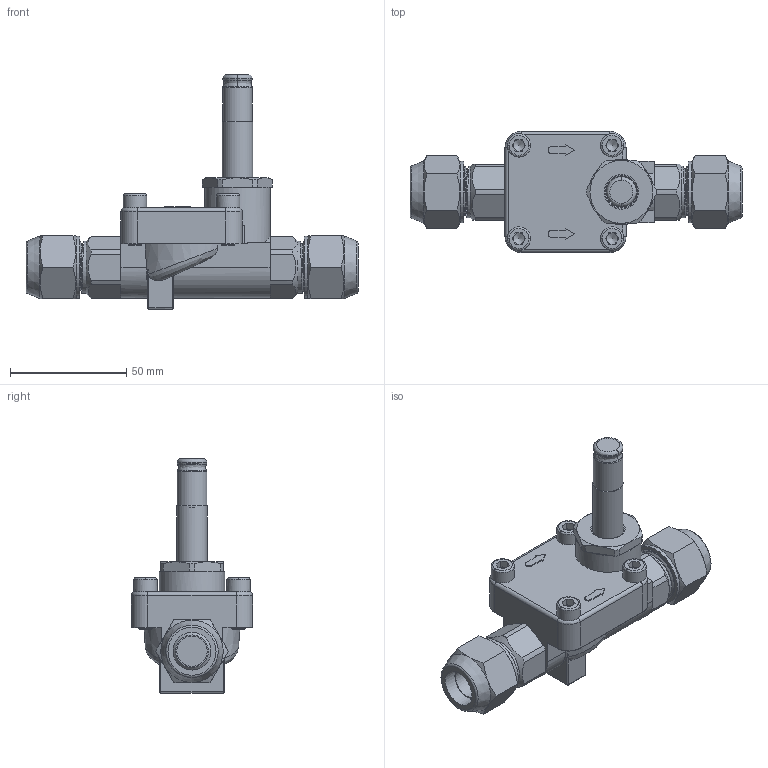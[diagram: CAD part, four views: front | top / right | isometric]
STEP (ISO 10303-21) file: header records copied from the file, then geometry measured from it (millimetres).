
FILE_DESCRIPTION(('TFLEX Exchange Step'),'2;1');
FILE_NAME('032L9101R.stp', '2023-09-28T09:25:18+03:00',('RUCO3026'),('Unknown organisation'),'TFLEX Exchange 2022.1','T-FLEX CAD','Unknown authorisation');
FILE_SCHEMA( ('AUTOMOTIVE_DESIGN { 1 0 10303 214 1 1 1 1 }') );
Length unit declared in the file: millimetre
Products named in the file (1): Nodes
Bounding box: 142.56 x 52 x 100.6 mm (x, y, z)
Volume: 114195.8 mm3; surface area: 41034.2 mm2
Topology: 1 solids, 8 shells, 532 faces, 1509 edges, 1016 vertices
Faces by surface type: plane 185, cone 149, cylinder 146, bspline 42, sphere 8, torus 2
Full cylindrical faces by diameter (mm): 4.2 x2, 6 x44, 6.5 x4, 7.083 x4, 8 x1, 10 x4, 11.6 x2, 12 x1, 12.2 x1, 12.7 x2, 13 x2, 13.1 x1, 14.5 x1, 14.8 x1, 16.2 x2, 19 x2, 20.4 x1, 21 x1, 21.6 x10, 22 x1, 22.22 x2, 22.7 x2, 23 x1, 26.5 x2, 27.5 x1, 28 x1
Entity records: 56460 total; most frequent: CARTESIAN_POINT 42614, ORIENTED_EDGE 3006, DIRECTION 2918, EDGE_CURVE 1503, AXIS2_PLACEMENT_3D 1207, VERTEX_POINT 1016, CIRCLE 716, EDGE_LOOP 575
